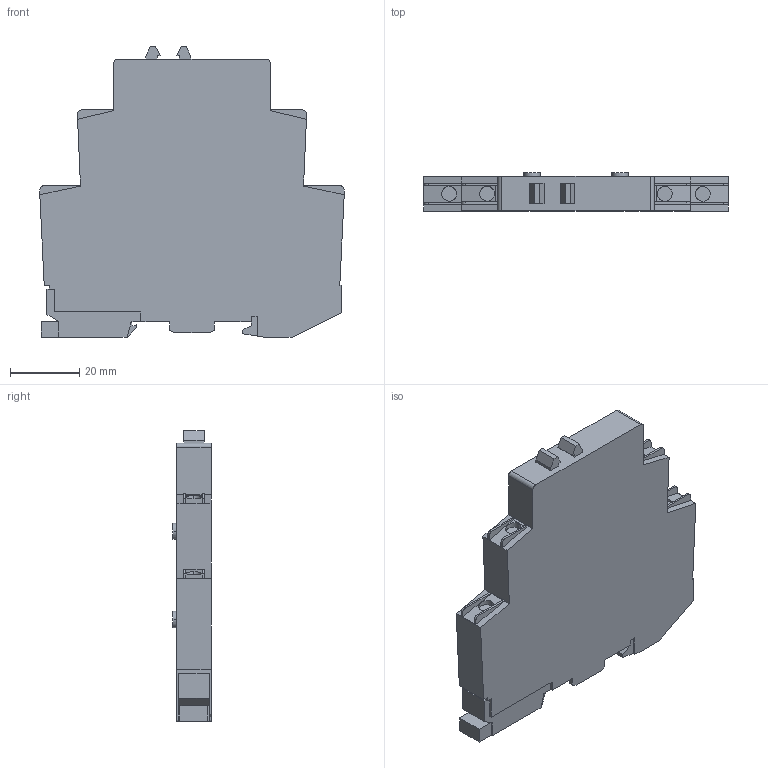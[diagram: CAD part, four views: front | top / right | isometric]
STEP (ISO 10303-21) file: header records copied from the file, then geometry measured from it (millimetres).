
FILE_DESCRIPTION(('starvars output'),'2;1');
FILE_NAME('cv20200403080440000008909.stp','08:04:40 2020/04/03',( 'Thomas Industrial Network Germany GmbH'),( 'Thomas Industrial Network Germany GmbH'),'unknown preprocess','ACIS' ,'unknown authorization');
FILE_SCHEMA(('AUTOMOTIVE_DESIGN_CC2 {UNKNOWN IMPLEMENTATION LEVEL}'));
Length unit declared in the file: millimetre
Products named in the file (1): PRODUCT_ID_1
Bounding box: 87.66 x 11.02 x 83.69 mm (x, y, z)
Volume: 55255.8 mm3; surface area: 15103.8 mm2
Topology: 1 solids, 1 shells, 176 faces, 460 edges, 296 vertices
Faces by surface type: plane 150, cylinder 26
Entity records: 6291 total; most frequent: ORIENTED_EDGE 920, CARTESIAN_POINT 821, DIRECTION 697, EDGE_CURVE 460, VECTOR 353, LINE 353, VERTEX_POINT 296, EDGE_LOOP 186
